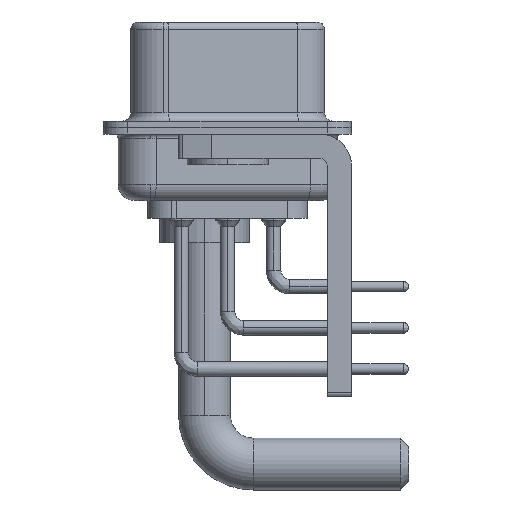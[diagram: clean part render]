
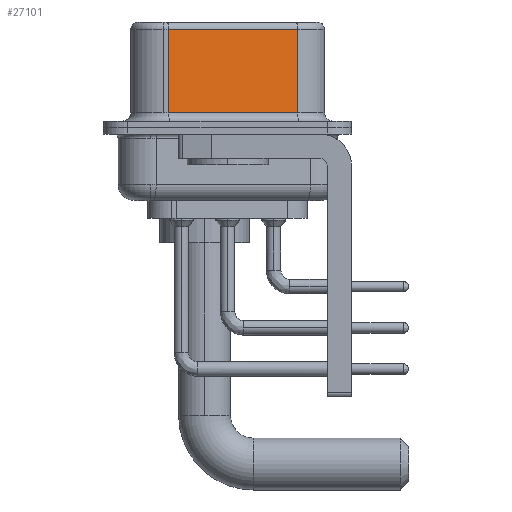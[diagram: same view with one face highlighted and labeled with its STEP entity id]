
A CAD part, left-side view. The second image highlights one B-rep face of the part: STEP entity #27101.
In plain terms, the highlighted planar face has unit normal (-0.985, -0.174, 0).
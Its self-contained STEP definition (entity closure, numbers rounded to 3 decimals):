
#1685 = CARTESIAN_POINT ( 'NONE',  ( 5.132, -4.322, 0.9 ) ) ;
#2122 = ORIENTED_EDGE ( 'NONE', *, *, #30184, .T. ) ;
#3065 = CARTESIAN_POINT ( 'NONE',  ( 5.132, -4.322, 6.52 ) ) ;
#4020 = VECTOR ( 'NONE', #37802, 1000. ) ;
#5522 = EDGE_CURVE ( 'NONE', #24314, #8802, #16758, .T. ) ;
#6174 = ORIENTED_EDGE ( 'NONE', *, *, #13658, .F. ) ;
#6473 = VERTEX_POINT ( 'NONE', #22963 ) ;
#6578 = ORIENTED_EDGE ( 'NONE', *, *, #14869, .T. ) ;
#7595 = VECTOR ( 'NONE', #13674, 1000. ) ;
#8802 = VERTEX_POINT ( 'NONE', #37550 ) ;
#9487 = ORIENTED_EDGE ( 'NONE', *, *, #5522, .T. ) ;
#9547 = VECTOR ( 'NONE', #35871, 1000. ) ;
#9813 = PLANE ( 'NONE',  #27349 ) ;
#12342 = CARTESIAN_POINT ( 'NONE',  ( 3.73, 3.628, 6.02 ) ) ;
#13658 = EDGE_CURVE ( 'NONE', #6473, #8802, #26812, .T. ) ;
#13674 = DIRECTION ( 'NONE',  ( 0.174, -0.985, 0. ) ) ;
#13750 = CARTESIAN_POINT ( 'NONE',  ( 5.132, -4.322, 6.02 ) ) ;
#13768 = VERTEX_POINT ( 'NONE', #12342 ) ;
#13952 = LINE ( 'NONE', #13750, #25349 ) ;
#14869 = EDGE_CURVE ( 'NONE', #13768, #24314, #32983, .T. ) ;
#16758 = LINE ( 'NONE', #1685, #7595 ) ;
#18695 = FACE_OUTER_BOUND ( 'NONE', #29278, .T. ) ;
#20303 = CARTESIAN_POINT ( 'NONE',  ( 3.73, 3.628, 0.9 ) ) ;
#21578 = DIRECTION ( 'NONE',  ( 0.985, 0.174, 0. ) ) ;
#22963 = CARTESIAN_POINT ( 'NONE',  ( 5.132, -4.322, 6.02 ) ) ;
#24314 = VERTEX_POINT ( 'NONE', #20303 ) ;
#25349 = VECTOR ( 'NONE', #33798, 1000. ) ;
#26812 = LINE ( 'NONE', #3065, #4020 ) ;
#27101 = ADVANCED_FACE ( 'NONE', ( #18695 ), #9813, .F. ) ;
#27349 = AXIS2_PLACEMENT_3D ( 'NONE', #27370, #21578, #33516 ) ;
#27370 = CARTESIAN_POINT ( 'NONE',  ( 5.132, -4.322, 6.52 ) ) ;
#29278 = EDGE_LOOP ( 'NONE', ( #6174, #2122, #6578, #9487 ) ) ;
#29723 = CARTESIAN_POINT ( 'NONE',  ( 3.73, 3.628, 6.52 ) ) ;
#30184 = EDGE_CURVE ( 'NONE', #6473, #13768, #13952, .T. ) ;
#32983 = LINE ( 'NONE', #29723, #9547 ) ;
#33516 = DIRECTION ( 'NONE',  ( -0.174, 0.985, 0. ) ) ;
#33798 = DIRECTION ( 'NONE',  ( -0.174, 0.985, 0. ) ) ;
#35871 = DIRECTION ( 'NONE',  ( 0., 0., -1. ) ) ;
#37550 = CARTESIAN_POINT ( 'NONE',  ( 5.132, -4.322, 0.9 ) ) ;
#37802 = DIRECTION ( 'NONE',  ( 0., 0., -1. ) ) ;
